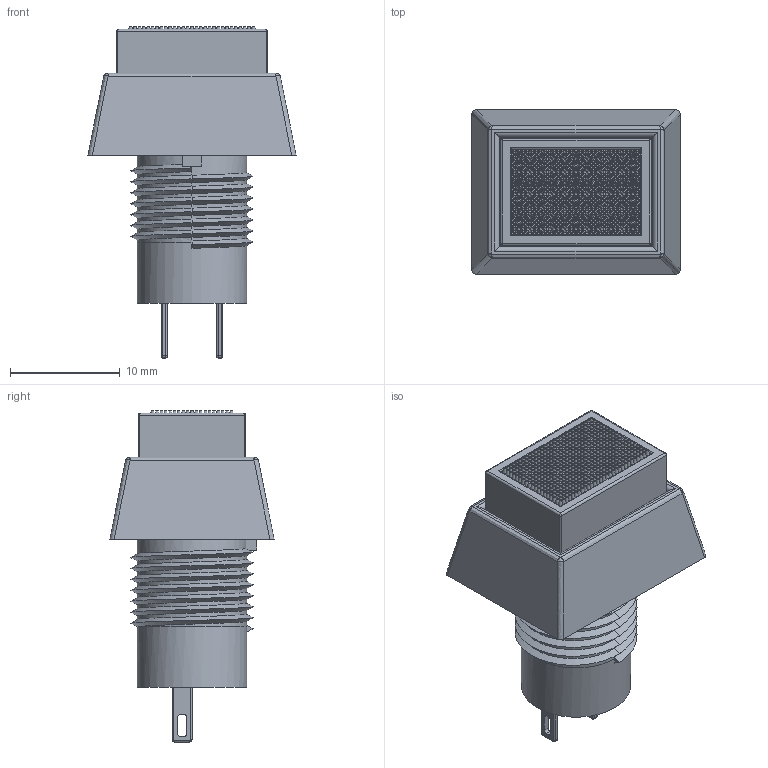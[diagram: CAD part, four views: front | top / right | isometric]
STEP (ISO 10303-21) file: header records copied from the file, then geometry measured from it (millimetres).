
FILE_DESCRIPTION(('FreeCAD Model'),'2;1');
FILE_NAME('Miyama DS-462.step','2019-08-08T00:23:52',('Author'),(''), 'Open CASCADE STEP processor 7.3','FreeCAD','Unknown');
FILE_SCHEMA(('AUTOMOTIVE_DESIGN { 1 0 10303 214 1 1 1 1 }'));
Length unit declared in the file: millimetre
Products named in the file (1): DS-462
Bounding box: 19 x 15 x 30.3 mm (x, y, z)
Volume: 3238.1 mm3; surface area: 2564.5 mm2
Topology: 419 solids, 419 shells, 2085 faces, 2668 edges, 1845 vertices
Faces by surface type: plane 1440, cone 551, cylinder 52, bspline 34, torus 8
Full cylindrical faces by diameter (mm): 10 x7
Entity records: 59981 total; most frequent: CARTESIAN_POINT 12436, DIRECTION 7487, ORIENTED_EDGE 4816, AXIS2_PLACEMENT_3D 3656, FACE_BOUND 2647, EDGE_LOOP 2647, EDGE_CURVE 2408, ADVANCED_FACE 2085
